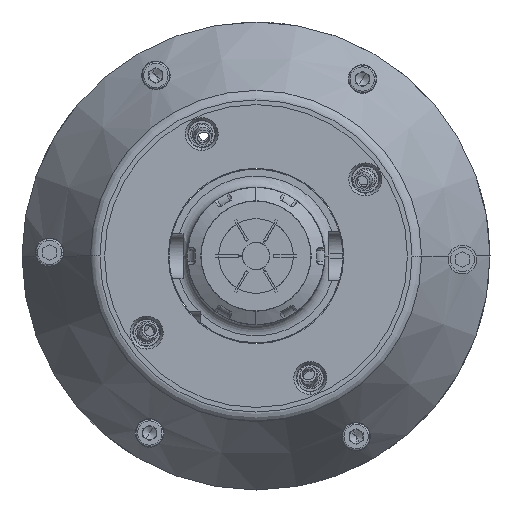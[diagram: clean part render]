
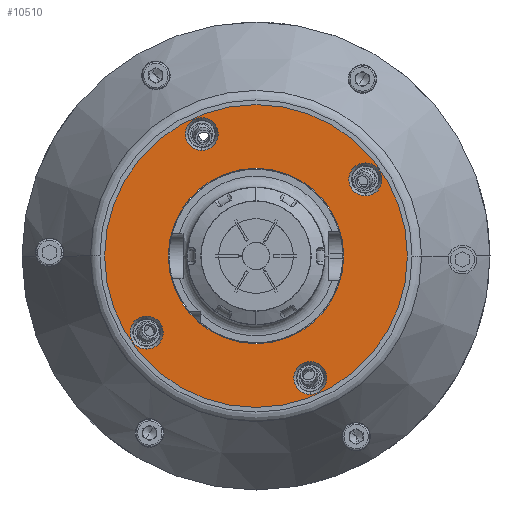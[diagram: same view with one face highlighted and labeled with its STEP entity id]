
A CAD part, left-side view. The second image highlights one B-rep face of the part: STEP entity #10510.
In plain terms, the highlighted planar face has unit normal (-1, 0, 0).
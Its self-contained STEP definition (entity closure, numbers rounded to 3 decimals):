
#9796 = EDGE_CURVE ( 'NONE', #10788, #9829, #28675, .T. ) ;
#9829 = VERTEX_POINT ( 'NONE', #28818 ) ;
#10302 = EDGE_CURVE ( 'NONE', #10518, #10633, #29811, .T. ) ;
#10503 = EDGE_LOOP ( 'NONE', ( #10599, #10507 ) ) ;
#10504 = ORIENTED_EDGE ( 'NONE', *, *, #10528, .T. ) ;
#10507 = ORIENTED_EDGE ( 'NONE', *, *, #10791, .F. ) ;
#10508 = ORIENTED_EDGE ( 'NONE', *, *, #10800, .T. ) ;
#10509 = VERTEX_POINT ( 'NONE', #30378 ) ;
#10510 = ADVANCED_FACE ( 'NONE', ( #30242, #30254, #30253, #30247, #30332, #30252 ), #30246, .T. ) ;
#10513 = VERTEX_POINT ( 'NONE', #30301 ) ;
#10518 = VERTEX_POINT ( 'NONE', #30373 ) ;
#10528 = EDGE_CURVE ( 'NONE', #10789, #10778, #30354, .T. ) ;
#10537 = EDGE_CURVE ( 'NONE', #9829, #10788, #30339, .T. ) ;
#10595 = ORIENTED_EDGE ( 'NONE', *, *, #10537, .F. ) ;
#10597 = EDGE_CURVE ( 'NONE', #10775, #10774, #30277, .T. ) ;
#10599 = ORIENTED_EDGE ( 'NONE', *, *, #10597, .F. ) ;
#10600 = EDGE_LOOP ( 'NONE', ( #10601, #10604 ) ) ;
#10601 = ORIENTED_EDGE ( 'NONE', *, *, #10675, .F. ) ;
#10602 = ORIENTED_EDGE ( 'NONE', *, *, #10302, .F. ) ;
#10603 = ORIENTED_EDGE ( 'NONE', *, *, #10642, .F. ) ;
#10604 = ORIENTED_EDGE ( 'NONE', *, *, #10772, .F. ) ;
#10608 = EDGE_LOOP ( 'NONE', ( #10508, #10504 ) ) ;
#10609 = ORIENTED_EDGE ( 'NONE', *, *, #9796, .F. ) ;
#10610 = ORIENTED_EDGE ( 'NONE', *, *, #10614, .F. ) ;
#10611 = VERTEX_POINT ( 'NONE', #30444 ) ;
#10613 = EDGE_LOOP ( 'NONE', ( #10610, #10615 ) ) ;
#10614 = EDGE_CURVE ( 'NONE', #10509, #10611, #30478, .T. ) ;
#10615 = ORIENTED_EDGE ( 'NONE', *, *, #10617, .F. ) ;
#10617 = EDGE_CURVE ( 'NONE', #10611, #10509, #30269, .T. ) ;
#10633 = VERTEX_POINT ( 'NONE', #30316 ) ;
#10641 = EDGE_LOOP ( 'NONE', ( #10595, #10609 ) ) ;
#10642 = EDGE_CURVE ( 'NONE', #10633, #10518, #30630, .T. ) ;
#10675 = EDGE_CURVE ( 'NONE', #10513, #10793, #30647, .T. ) ;
#10676 = EDGE_LOOP ( 'NONE', ( #10603, #10602 ) ) ;
#10772 = EDGE_CURVE ( 'NONE', #10793, #10513, #30765, .T. ) ;
#10774 = VERTEX_POINT ( 'NONE', #30760 ) ;
#10775 = VERTEX_POINT ( 'NONE', #30720 ) ;
#10778 = VERTEX_POINT ( 'NONE', #30838 ) ;
#10788 = VERTEX_POINT ( 'NONE', #30746 ) ;
#10789 = VERTEX_POINT ( 'NONE', #30742 ) ;
#10791 = EDGE_CURVE ( 'NONE', #10774, #10775, #30789, .T. ) ;
#10793 = VERTEX_POINT ( 'NONE', #30747 ) ;
#10800 = EDGE_CURVE ( 'NONE', #10778, #10789, #30741, .T. ) ;
#28570 = DIRECTION ( 'NONE',  ( 0., 0., 1. ) ) ;
#28571 = DIRECTION ( 'NONE',  ( -1., 0., 0. ) ) ;
#28572 = CARTESIAN_POINT ( 'NONE',  ( 4., 19.727, 44.307 ) ) ;
#28573 = AXIS2_PLACEMENT_3D ( 'NONE', #28572, #28571, #28570 ) ;
#28675 = CIRCLE ( 'NONE', #28573, 6. ) ;
#28818 = CARTESIAN_POINT ( 'NONE',  ( 4., 19.727, 50.307 ) ) ;
#29765 = DIRECTION ( 'NONE',  ( 0., 0., 1. ) ) ;
#29766 = DIRECTION ( 'NONE',  ( -1., 0., 0. ) ) ;
#29767 = AXIS2_PLACEMENT_3D ( 'NONE', #29824, #29766, #29765 ) ;
#29811 = CIRCLE ( 'NONE', #29767, 6. ) ;
#29824 = CARTESIAN_POINT ( 'NONE',  ( 4., 39.729, -27.818 ) ) ;
#30242 = FACE_BOUND ( 'NONE', #10676, .T. ) ;
#30246 = PLANE ( 'NONE',  #30255 ) ;
#30247 = FACE_BOUND ( 'NONE', #10641, .T. ) ;
#30252 = FACE_OUTER_BOUND ( 'NONE', #10613, .T. ) ;
#30253 = FACE_BOUND ( 'NONE', #10503, .T. ) ;
#30254 = FACE_BOUND ( 'NONE', #10600, .T. ) ;
#30255 = AXIS2_PLACEMENT_3D ( 'NONE', #30370, #30369, #30368 ) ;
#30268 = DIRECTION ( 'NONE',  ( 1., 0., 0. ) ) ;
#30269 = CIRCLE ( 'NONE', #30472, 55. ) ;
#30272 = DIRECTION ( 'NONE',  ( 0., 0., 1. ) ) ;
#30273 = DIRECTION ( 'NONE',  ( -1., 0., 0. ) ) ;
#30274 = CARTESIAN_POINT ( 'NONE',  ( 4., 0., 0. ) ) ;
#30275 = CARTESIAN_POINT ( 'NONE',  ( 4., 0., 0. ) ) ;
#30277 = CIRCLE ( 'NONE', #30288, 6. ) ;
#30285 = CARTESIAN_POINT ( 'NONE',  ( 4., -19.727, -44.307 ) ) ;
#30288 = AXIS2_PLACEMENT_3D ( 'NONE', #30285, #30273, #30272 ) ;
#30301 = CARTESIAN_POINT ( 'NONE',  ( 4., -39.729, 33.818 ) ) ;
#30316 = CARTESIAN_POINT ( 'NONE',  ( 4., 39.729, -21.818 ) ) ;
#30332 = FACE_BOUND ( 'NONE', #10608, .T. ) ;
#30333 = CARTESIAN_POINT ( 'NONE',  ( 4., 19.727, 44.307 ) ) ;
#30334 = AXIS2_PLACEMENT_3D ( 'NONE', #30333, #30432, #30431 ) ;
#30339 = CIRCLE ( 'NONE', #30334, 6. ) ;
#30344 = DIRECTION ( 'NONE',  ( 0., 0., -1. ) ) ;
#30345 = DIRECTION ( 'NONE',  ( 1., 0., 0. ) ) ;
#30346 = AXIS2_PLACEMENT_3D ( 'NONE', #30356, #30345, #30344 ) ;
#30354 = CIRCLE ( 'NONE', #30346, 31.85 ) ;
#30356 = CARTESIAN_POINT ( 'NONE',  ( 4., 0., 0. ) ) ;
#30368 = DIRECTION ( 'NONE',  ( 0., 0., 1. ) ) ;
#30369 = DIRECTION ( 'NONE',  ( -1., 0., 0. ) ) ;
#30370 = CARTESIAN_POINT ( 'NONE',  ( 4., 55., 0. ) ) ;
#30373 = CARTESIAN_POINT ( 'NONE',  ( 4., 39.729, -33.818 ) ) ;
#30378 = CARTESIAN_POINT ( 'NONE',  ( 4., 0., -55. ) ) ;
#30431 = DIRECTION ( 'NONE',  ( 0., 0., 1. ) ) ;
#30432 = DIRECTION ( 'NONE',  ( -1., 0., 0. ) ) ;
#30444 = CARTESIAN_POINT ( 'NONE',  ( 4., 0., 55. ) ) ;
#30470 = DIRECTION ( 'NONE',  ( 0., 0., -1. ) ) ;
#30471 = DIRECTION ( 'NONE',  ( 1., 0., 0. ) ) ;
#30472 = AXIS2_PLACEMENT_3D ( 'NONE', #30275, #30471, #30470 ) ;
#30476 = DIRECTION ( 'NONE',  ( 0., 0., -1. ) ) ;
#30477 = AXIS2_PLACEMENT_3D ( 'NONE', #30274, #30268, #30476 ) ;
#30478 = CIRCLE ( 'NONE', #30477, 55. ) ;
#30599 = DIRECTION ( 'NONE',  ( 0., 0., 1. ) ) ;
#30600 = DIRECTION ( 'NONE',  ( -1., 0., 0. ) ) ;
#30601 = AXIS2_PLACEMENT_3D ( 'NONE', #30655, #30600, #30599 ) ;
#30630 = CIRCLE ( 'NONE', #30637, 6. ) ;
#30636 = CARTESIAN_POINT ( 'NONE',  ( 4., 39.729, -27.818 ) ) ;
#30637 = AXIS2_PLACEMENT_3D ( 'NONE', #30636, #30688, #30687 ) ;
#30647 = CIRCLE ( 'NONE', #30601, 6. ) ;
#30655 = CARTESIAN_POINT ( 'NONE',  ( 4., -39.729, 27.818 ) ) ;
#30687 = DIRECTION ( 'NONE',  ( 0., 0., 1. ) ) ;
#30688 = DIRECTION ( 'NONE',  ( -1., 0., 0. ) ) ;
#30720 = CARTESIAN_POINT ( 'NONE',  ( 4., -19.727, -38.307 ) ) ;
#30724 = DIRECTION ( 'NONE',  ( 1., 0., 0. ) ) ;
#30726 = AXIS2_PLACEMENT_3D ( 'NONE', #30820, #30724, #30813 ) ;
#30734 = DIRECTION ( 'NONE',  ( 0., 0., 1. ) ) ;
#30735 = DIRECTION ( 'NONE',  ( -1., 0., 0. ) ) ;
#30736 = CARTESIAN_POINT ( 'NONE',  ( 4., -19.727, -44.307 ) ) ;
#30741 = CIRCLE ( 'NONE', #30726, 31.85 ) ;
#30742 = CARTESIAN_POINT ( 'NONE',  ( 4., 0., 31.85 ) ) ;
#30745 = AXIS2_PLACEMENT_3D ( 'NONE', #30736, #30735, #30734 ) ;
#30746 = CARTESIAN_POINT ( 'NONE',  ( 4., 19.727, 38.307 ) ) ;
#30747 = CARTESIAN_POINT ( 'NONE',  ( 4., -39.729, 21.818 ) ) ;
#30760 = CARTESIAN_POINT ( 'NONE',  ( 4., -19.727, -50.307 ) ) ;
#30765 = CIRCLE ( 'NONE', #30778, 6. ) ;
#30777 = CARTESIAN_POINT ( 'NONE',  ( 4., -39.729, 27.818 ) ) ;
#30778 = AXIS2_PLACEMENT_3D ( 'NONE', #30777, #30837, #30836 ) ;
#30789 = CIRCLE ( 'NONE', #30745, 6. ) ;
#30813 = DIRECTION ( 'NONE',  ( 0., 0., -1. ) ) ;
#30820 = CARTESIAN_POINT ( 'NONE',  ( 4., 0., 0. ) ) ;
#30836 = DIRECTION ( 'NONE',  ( 0., 0., 1. ) ) ;
#30837 = DIRECTION ( 'NONE',  ( -1., 0., 0. ) ) ;
#30838 = CARTESIAN_POINT ( 'NONE',  ( 4., 0., -31.85 ) ) ;
